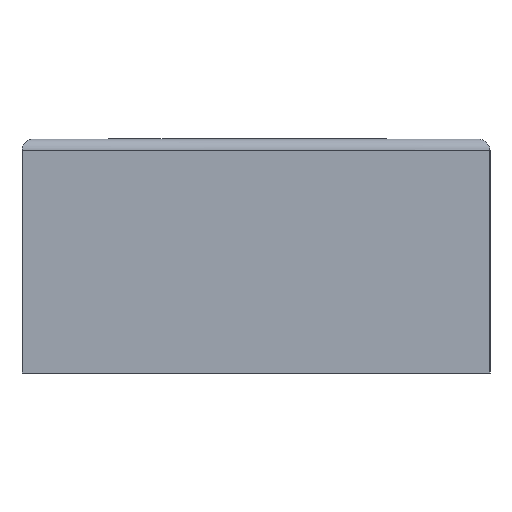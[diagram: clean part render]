
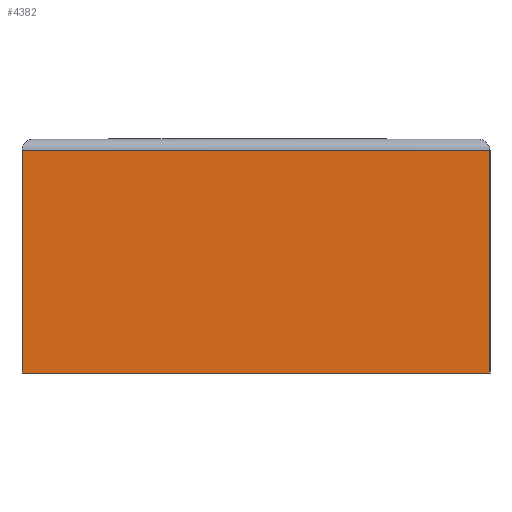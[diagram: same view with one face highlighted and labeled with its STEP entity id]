
A CAD part, left-side view. The second image highlights one B-rep face of the part: STEP entity #4382.
In plain terms, the highlighted planar face has unit normal (-1, 0, 0).
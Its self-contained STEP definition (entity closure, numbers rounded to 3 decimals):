
#137 = EDGE_CURVE ( 'NONE', #2212, #5117, #1541, .T. ) ;
#530 = CARTESIAN_POINT ( 'NONE',  ( 0., 0., 1. ) ) ;
#597 = VECTOR ( 'NONE', #4886, 1000. ) ;
#761 = VECTOR ( 'NONE', #1612, 1000. ) ;
#952 = DIRECTION ( 'NONE',  ( 1., 0., 0. ) ) ;
#963 = EDGE_CURVE ( 'NONE', #2647, #1233, #3797, .T. ) ;
#1220 = ORIENTED_EDGE ( 'NONE', *, *, #137, .F. ) ;
#1233 = VERTEX_POINT ( 'NONE', #4561 ) ;
#1442 = AXIS2_PLACEMENT_3D ( 'NONE', #530, #952, #2927 ) ;
#1494 = ORIENTED_EDGE ( 'NONE', *, *, #2330, .T. ) ;
#1541 = LINE ( 'NONE', #1568, #4839 ) ;
#1568 = CARTESIAN_POINT ( 'NONE',  ( 0., -2., 1. ) ) ;
#1612 = DIRECTION ( 'NONE',  ( 0., -1., 0. ) ) ;
#1765 = FACE_OUTER_BOUND ( 'NONE', #2187, .T. ) ;
#1991 = CARTESIAN_POINT ( 'NONE',  ( 0., 0., 0. ) ) ;
#2187 = EDGE_LOOP ( 'NONE', ( #1220, #2817, #3533, #1494 ) ) ;
#2212 = VERTEX_POINT ( 'NONE', #4989 ) ;
#2330 = EDGE_CURVE ( 'NONE', #1233, #5117, #2451, .T. ) ;
#2450 = CARTESIAN_POINT ( 'NONE',  ( 0., 0., 0.95 ) ) ;
#2451 = LINE ( 'NONE', #1991, #761 ) ;
#2528 = DIRECTION ( 'NONE',  ( 0., 0., -1. ) ) ;
#2647 = VERTEX_POINT ( 'NONE', #3212 ) ;
#2817 = ORIENTED_EDGE ( 'NONE', *, *, #2870, .T. ) ;
#2849 = LINE ( 'NONE', #2450, #597 ) ;
#2870 = EDGE_CURVE ( 'NONE', #2212, #2647, #2849, .T. ) ;
#2927 = DIRECTION ( 'NONE',  ( 0., 1., 0. ) ) ;
#2937 = CARTESIAN_POINT ( 'NONE',  ( 0., -2., 0. ) ) ;
#2954 = PLANE ( 'NONE',  #1442 ) ;
#3212 = CARTESIAN_POINT ( 'NONE',  ( 0., 0., 0.95 ) ) ;
#3351 = CARTESIAN_POINT ( 'NONE',  ( 0., 0., 1. ) ) ;
#3533 = ORIENTED_EDGE ( 'NONE', *, *, #963, .T. ) ;
#3797 = LINE ( 'NONE', #3351, #4096 ) ;
#3864 = DIRECTION ( 'NONE',  ( 0., 0., -1. ) ) ;
#4096 = VECTOR ( 'NONE', #2528, 1000. ) ;
#4382 = ADVANCED_FACE ( 'NONE', ( #1765 ), #2954, .F. ) ;
#4561 = CARTESIAN_POINT ( 'NONE',  ( 0., 0., 0. ) ) ;
#4839 = VECTOR ( 'NONE', #3864, 1000. ) ;
#4886 = DIRECTION ( 'NONE',  ( 0., 1., 0. ) ) ;
#4989 = CARTESIAN_POINT ( 'NONE',  ( 0., -2., 0.95 ) ) ;
#5117 = VERTEX_POINT ( 'NONE', #2937 ) ;
